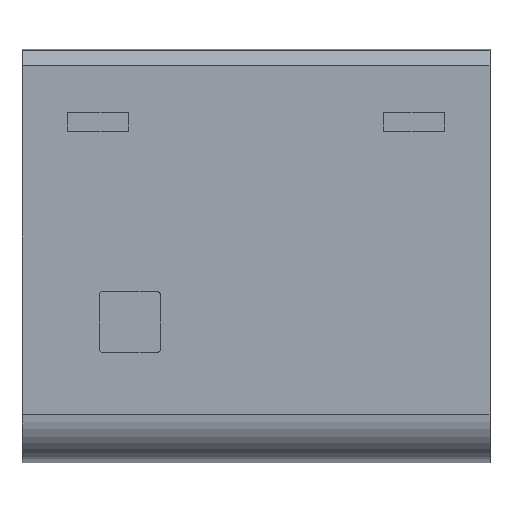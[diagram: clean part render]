
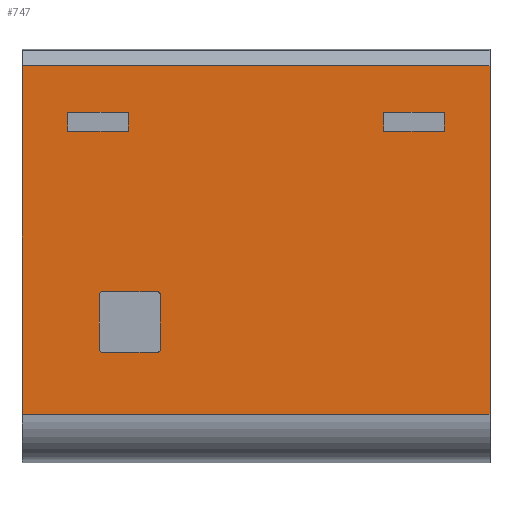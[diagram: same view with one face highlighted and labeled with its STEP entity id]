
A CAD part, top view. The second image highlights one B-rep face of the part: STEP entity #747.
In plain terms, the highlighted planar face has unit normal (0, 0, 1).
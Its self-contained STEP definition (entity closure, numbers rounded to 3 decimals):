
#698=AXIS2_PLACEMENT_3D('Plane Axis2P3D',#695,#696,#697) ;
#84=CARTESIAN_POINT('Line Origine',(15.4,26.052,42.3)) ;
#88=CARTESIAN_POINT('Vertex',(30.8,26.052,42.3)) ;
#90=CARTESIAN_POINT('Vertex',(0.,26.052,42.3)) ;
#294=CARTESIAN_POINT('Vertex',(8.9,7.2,42.3)) ;
#298=CARTESIAN_POINT('Control Point',(9.1,7.4,42.3)) ;
#299=CARTESIAN_POINT('Control Point',(9.1,7.321,42.3)) ;
#300=CARTESIAN_POINT('Control Point',(9.058,7.242,42.3)) ;
#301=CARTESIAN_POINT('Control Point',(8.979,7.2,42.3)) ;
#302=CARTESIAN_POINT('Control Point',(8.9,7.2,42.3)) ;
#303=CARTESIAN_POINT('Vertex',(9.1,7.4,42.3)) ;
#328=CARTESIAN_POINT('Vertex',(5.3,7.2,42.3)) ;
#331=CARTESIAN_POINT('Line Origine',(7.1,7.2,42.3)) ;
#357=CARTESIAN_POINT('Vertex',(5.1,7.4,42.3)) ;
#361=CARTESIAN_POINT('Control Point',(5.3,7.2,42.3)) ;
#362=CARTESIAN_POINT('Control Point',(5.221,7.2,42.3)) ;
#363=CARTESIAN_POINT('Control Point',(5.142,7.242,42.3)) ;
#364=CARTESIAN_POINT('Control Point',(5.1,7.321,42.3)) ;
#365=CARTESIAN_POINT('Control Point',(5.1,7.4,42.3)) ;
#384=CARTESIAN_POINT('Vertex',(5.1,11.,42.3)) ;
#387=CARTESIAN_POINT('Line Origine',(5.1,9.2,42.3)) ;
#413=CARTESIAN_POINT('Vertex',(5.3,11.2,42.3)) ;
#417=CARTESIAN_POINT('Control Point',(5.1,11.,42.3)) ;
#418=CARTESIAN_POINT('Control Point',(5.1,11.079,42.3)) ;
#419=CARTESIAN_POINT('Control Point',(5.142,11.158,42.3)) ;
#420=CARTESIAN_POINT('Control Point',(5.221,11.2,42.3)) ;
#421=CARTESIAN_POINT('Control Point',(5.3,11.2,42.3)) ;
#440=CARTESIAN_POINT('Vertex',(8.9,11.2,42.3)) ;
#443=CARTESIAN_POINT('Line Origine',(7.1,11.2,42.3)) ;
#469=CARTESIAN_POINT('Vertex',(9.1,11.,42.3)) ;
#473=CARTESIAN_POINT('Control Point',(8.9,11.2,42.3)) ;
#474=CARTESIAN_POINT('Control Point',(8.979,11.2,42.3)) ;
#475=CARTESIAN_POINT('Control Point',(9.058,11.158,42.3)) ;
#476=CARTESIAN_POINT('Control Point',(9.1,11.079,42.3)) ;
#477=CARTESIAN_POINT('Control Point',(9.1,11.,42.3)) ;
#492=CARTESIAN_POINT('Line Origine',(9.1,9.2,42.3)) ;
#514=CARTESIAN_POINT('Vertex',(3.,21.75,42.3)) ;
#517=CARTESIAN_POINT('Line Origine',(5.,21.75,42.3)) ;
#521=CARTESIAN_POINT('Vertex',(7.,21.75,42.3)) ;
#546=CARTESIAN_POINT('Vertex',(3.,23.,42.3)) ;
#549=CARTESIAN_POINT('Line Origine',(3.,22.375,42.3)) ;
#571=CARTESIAN_POINT('Vertex',(7.,23.,42.3)) ;
#574=CARTESIAN_POINT('Line Origine',(5.,23.,42.3)) ;
#592=CARTESIAN_POINT('Line Origine',(7.,22.375,42.3)) ;
#609=CARTESIAN_POINT('Vertex',(23.8,21.75,42.3)) ;
#612=CARTESIAN_POINT('Line Origine',(25.8,21.75,42.3)) ;
#616=CARTESIAN_POINT('Vertex',(27.8,21.75,42.3)) ;
#641=CARTESIAN_POINT('Vertex',(23.8,23.,42.3)) ;
#644=CARTESIAN_POINT('Line Origine',(23.8,22.375,42.3)) ;
#661=CARTESIAN_POINT('Vertex',(27.8,23.,42.3)) ;
#664=CARTESIAN_POINT('Line Origine',(25.8,23.,42.3)) ;
#682=CARTESIAN_POINT('Line Origine',(27.8,22.375,42.3)) ;
#695=CARTESIAN_POINT('Axis2P3D Location',(16.293,4.,42.3)) ;
#700=CARTESIAN_POINT('Line Origine',(30.8,14.596,42.3)) ;
#704=CARTESIAN_POINT('Vertex',(30.8,3.14,42.3)) ;
#707=CARTESIAN_POINT('Line Origine',(0.,14.596,42.3)) ;
#711=CARTESIAN_POINT('Vertex',(0.,3.14,42.3)) ;
#714=CARTESIAN_POINT('Line Origine',(15.4,3.14,42.3)) ;
#85=DIRECTION('Vector Direction',(-1.,0.,0.)) ;
#332=DIRECTION('Vector Direction',(-1.,0.,0.)) ;
#388=DIRECTION('Vector Direction',(0.,1.,0.)) ;
#444=DIRECTION('Vector Direction',(1.,0.,0.)) ;
#493=DIRECTION('Vector Direction',(0.,-1.,0.)) ;
#518=DIRECTION('Vector Direction',(-1.,0.,0.)) ;
#550=DIRECTION('Vector Direction',(0.,-1.,0.)) ;
#575=DIRECTION('Vector Direction',(1.,0.,0.)) ;
#593=DIRECTION('Vector Direction',(0.,1.,0.)) ;
#613=DIRECTION('Vector Direction',(-1.,0.,0.)) ;
#645=DIRECTION('Vector Direction',(0.,-1.,0.)) ;
#665=DIRECTION('Vector Direction',(1.,0.,0.)) ;
#683=DIRECTION('Vector Direction',(0.,1.,0.)) ;
#696=DIRECTION('Axis2P3D Direction',(0.,0.,-1.)) ;
#697=DIRECTION('Axis2P3D XDirection',(0.,1.,0.)) ;
#701=DIRECTION('Vector Direction',(0.,1.,0.)) ;
#708=DIRECTION('Vector Direction',(0.,1.,0.)) ;
#715=DIRECTION('Vector Direction',(-1.,0.,0.)) ;
#86=VECTOR('Line Direction',#85,1.) ;
#333=VECTOR('Line Direction',#332,1.) ;
#389=VECTOR('Line Direction',#388,1.) ;
#445=VECTOR('Line Direction',#444,1.) ;
#494=VECTOR('Line Direction',#493,1.) ;
#519=VECTOR('Line Direction',#518,1.) ;
#551=VECTOR('Line Direction',#550,1.) ;
#576=VECTOR('Line Direction',#575,1.) ;
#594=VECTOR('Line Direction',#593,1.) ;
#614=VECTOR('Line Direction',#613,1.) ;
#646=VECTOR('Line Direction',#645,1.) ;
#666=VECTOR('Line Direction',#665,1.) ;
#684=VECTOR('Line Direction',#683,1.) ;
#702=VECTOR('Line Direction',#701,1.) ;
#709=VECTOR('Line Direction',#708,1.) ;
#716=VECTOR('Line Direction',#715,1.) ;
#720=ORIENTED_EDGE('',*,*,#706,.T.) ;
#721=ORIENTED_EDGE('',*,*,#92,.T.) ;
#722=ORIENTED_EDGE('',*,*,#713,.F.) ;
#723=ORIENTED_EDGE('',*,*,#718,.F.) ;
#726=ORIENTED_EDGE('',*,*,#618,.F.) ;
#727=ORIENTED_EDGE('',*,*,#648,.F.) ;
#728=ORIENTED_EDGE('',*,*,#668,.F.) ;
#729=ORIENTED_EDGE('',*,*,#686,.F.) ;
#732=ORIENTED_EDGE('',*,*,#523,.F.) ;
#733=ORIENTED_EDGE('',*,*,#553,.F.) ;
#734=ORIENTED_EDGE('',*,*,#578,.F.) ;
#735=ORIENTED_EDGE('',*,*,#596,.F.) ;
#738=ORIENTED_EDGE('',*,*,#305,.F.) ;
#739=ORIENTED_EDGE('',*,*,#335,.F.) ;
#740=ORIENTED_EDGE('',*,*,#366,.F.) ;
#741=ORIENTED_EDGE('',*,*,#391,.F.) ;
#742=ORIENTED_EDGE('',*,*,#422,.F.) ;
#743=ORIENTED_EDGE('',*,*,#447,.F.) ;
#744=ORIENTED_EDGE('',*,*,#478,.F.) ;
#745=ORIENTED_EDGE('',*,*,#496,.F.) ;
#730=FACE_BOUND('',#725,.T.) ;
#736=FACE_BOUND('',#731,.T.) ;
#746=FACE_BOUND('',#737,.T.) ;
#747=ADVANCED_FACE('RELAIS',(#724,#730,#736,#746),#699,.F.) ;
#297=B_SPLINE_CURVE_WITH_KNOTS('',4,(#298,#299,#300,#301,#302),.UNSPECIFIED.,.F.,.U.,(5,5),(11.742,12.057),.UNSPECIFIED.) ;
#360=B_SPLINE_CURVE_WITH_KNOTS('',4,(#361,#362,#363,#364,#365),.UNSPECIFIED.,.F.,.U.,(5,5),(0.,0.314),.UNSPECIFIED.) ;
#416=B_SPLINE_CURVE_WITH_KNOTS('',4,(#417,#418,#419,#420,#421),.UNSPECIFIED.,.F.,.U.,(5,5),(3.914,4.228),.UNSPECIFIED.) ;
#472=B_SPLINE_CURVE_WITH_KNOTS('',4,(#473,#474,#475,#476,#477),.UNSPECIFIED.,.F.,.U.,(5,5),(7.828,8.142),.UNSPECIFIED.) ;
#92=EDGE_CURVE('',#89,#91,#87,.T.) ;
#305=EDGE_CURVE('',#295,#304,#297,.F.) ;
#335=EDGE_CURVE('',#329,#295,#334,.F.) ;
#366=EDGE_CURVE('',#358,#329,#360,.F.) ;
#391=EDGE_CURVE('',#385,#358,#390,.F.) ;
#422=EDGE_CURVE('',#414,#385,#416,.F.) ;
#447=EDGE_CURVE('',#441,#414,#446,.F.) ;
#478=EDGE_CURVE('',#470,#441,#472,.F.) ;
#496=EDGE_CURVE('',#304,#470,#495,.F.) ;
#523=EDGE_CURVE('',#515,#522,#520,.F.) ;
#553=EDGE_CURVE('',#547,#515,#552,.T.) ;
#578=EDGE_CURVE('',#572,#547,#577,.F.) ;
#596=EDGE_CURVE('',#522,#572,#595,.T.) ;
#618=EDGE_CURVE('',#610,#617,#615,.F.) ;
#648=EDGE_CURVE('',#642,#610,#647,.T.) ;
#668=EDGE_CURVE('',#662,#642,#667,.F.) ;
#686=EDGE_CURVE('',#617,#662,#685,.T.) ;
#706=EDGE_CURVE('',#705,#89,#703,.T.) ;
#713=EDGE_CURVE('',#712,#91,#710,.T.) ;
#718=EDGE_CURVE('',#705,#712,#717,.T.) ;
#719=EDGE_LOOP('',(#720,#721,#722,#723)) ;
#725=EDGE_LOOP('',(#726,#727,#728,#729)) ;
#731=EDGE_LOOP('',(#732,#733,#734,#735)) ;
#737=EDGE_LOOP('',(#738,#739,#740,#741,#742,#743,#744,#745)) ;
#724=FACE_OUTER_BOUND('',#719,.T.) ;
#87=LINE('Line',#84,#86) ;
#334=LINE('Line',#331,#333) ;
#390=LINE('Line',#387,#389) ;
#446=LINE('Line',#443,#445) ;
#495=LINE('Line',#492,#494) ;
#520=LINE('Line',#517,#519) ;
#552=LINE('Line',#549,#551) ;
#577=LINE('Line',#574,#576) ;
#595=LINE('Line',#592,#594) ;
#615=LINE('Line',#612,#614) ;
#647=LINE('Line',#644,#646) ;
#667=LINE('Line',#664,#666) ;
#685=LINE('Line',#682,#684) ;
#703=LINE('Line',#700,#702) ;
#710=LINE('Line',#707,#709) ;
#717=LINE('Line',#714,#716) ;
#699=PLANE('',#698) ;
#89=VERTEX_POINT('',#88) ;
#91=VERTEX_POINT('',#90) ;
#295=VERTEX_POINT('',#294) ;
#304=VERTEX_POINT('',#303) ;
#329=VERTEX_POINT('',#328) ;
#358=VERTEX_POINT('',#357) ;
#385=VERTEX_POINT('',#384) ;
#414=VERTEX_POINT('',#413) ;
#441=VERTEX_POINT('',#440) ;
#470=VERTEX_POINT('',#469) ;
#515=VERTEX_POINT('',#514) ;
#522=VERTEX_POINT('',#521) ;
#547=VERTEX_POINT('',#546) ;
#572=VERTEX_POINT('',#571) ;
#610=VERTEX_POINT('',#609) ;
#617=VERTEX_POINT('',#616) ;
#642=VERTEX_POINT('',#641) ;
#662=VERTEX_POINT('',#661) ;
#705=VERTEX_POINT('',#704) ;
#712=VERTEX_POINT('',#711) ;
